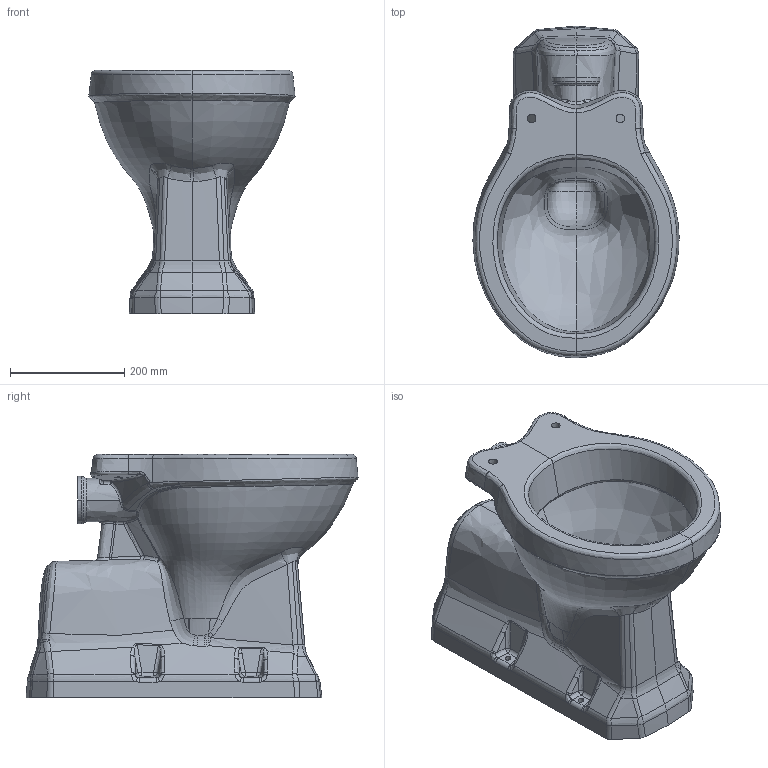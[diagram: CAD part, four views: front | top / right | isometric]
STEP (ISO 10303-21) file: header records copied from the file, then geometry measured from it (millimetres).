
FILE_DESCRIPTION(/* description */ (''),/* implementation_level */ '2;1');
FILE_NAME(/* name */ 'CY243C~1',/* time_stamp */ '2020-10-28T11:01:57+08:00',/* author */ (''),/* organization */ (''),/* preprocessor_version */ 'ST-DEVELOPER v15',/* originating_system */ '',/* authorisation */ '');
FILE_SCHEMA (('AUTOMOTIVE_DESIGN'));
Length unit declared in the file: millimetre
Products named in the file (1): Document
Bounding box: 360.36 x 580.07 x 425 mm (x, y, z)
Surface area: 1031757 mm2 (no closed solid volume)
Topology: 0 solids, 2 shells, 421 faces, 1013 edges, 572 vertices
Faces by surface type: bspline 390, plane 31
Entity records: 63200 total; most frequent: CARTESIAN_POINT 57519, ORIENTED_EDGE 1989, EDGE_CURVE 1008, B_SPLINE_CURVE_WITH_KNOTS 577, VERTEX_POINT 575, EDGE_LOOP 429, ADVANCED_FACE 421, FACE_OUTER_BOUND 421
